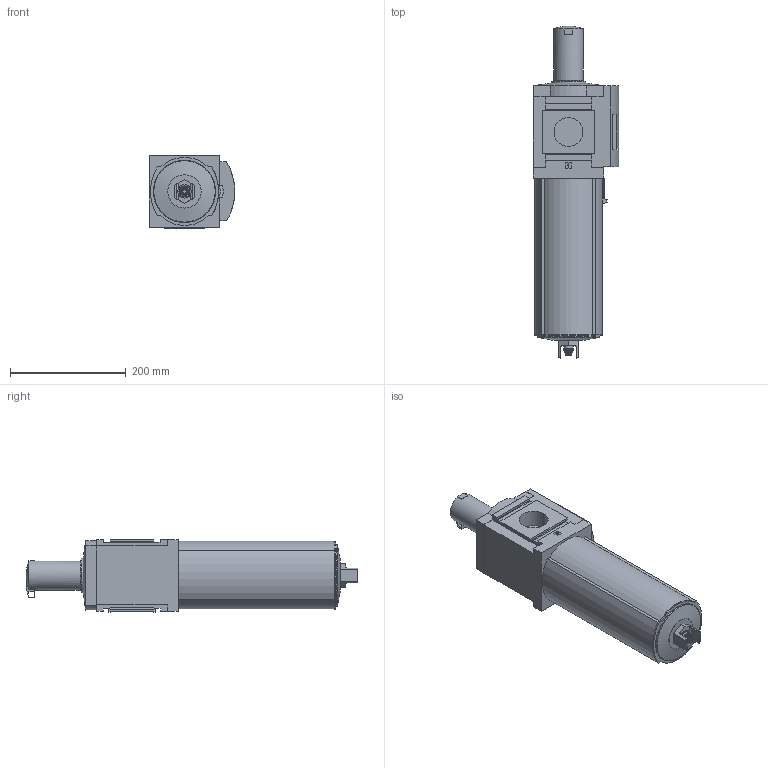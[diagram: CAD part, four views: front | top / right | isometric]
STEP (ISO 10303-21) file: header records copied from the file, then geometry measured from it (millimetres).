
FILE_DESCRIPTION(/* description */ ('STEP AP214'),/* implementation_level */ '2;1');
FILE_NAME(/* name */ '537149_MS12-LFR-G-D7-EUV-LD-AS',/* time_stamp */ '2024-09-06T21:20:31+02:00',/* author */ ('License CC BY-ND 4.0'),/* organization */ ('CADENAS'),/* preprocessor_version */ 'ST-DEVELOPER v19.3',/* originating_system */ 'PARTsolutions',/* authorisation */ ' ');
FILE_SCHEMA (('AUTOMOTIVE_DESIGN {1 0 10303 214 3 1 1}'));
Length unit declared in the file: millimetre
Products named in the file (3): 537149 MS12-LFR-G-D7-EUV-LD-AS; 535022 MS12-LFR-G-D7-E-U-V-AS-LDt; KOND MS6-1-3
Assembly tree (2 placements, depth 2):
  537149 MS12-LFR-G-D7-EUV-LD-AS
    535022 MS12-LFR-G-D7-E-U-V-AS-LDt
    KOND MS6-1-3
Bounding box: 148 x 574.5 x 126 mm (x, y, z)
Volume: 5805311.3 mm3; surface area: 273012.9 mm2
Topology: 2 solids, 2 shells, 279 faces, 712 edges, 458 vertices
Faces by surface type: plane 182, cylinder 61, torus 23, cone 10, sphere 3
Full cylindrical faces by diameter (mm): 6 x1, 11 x1, 11.4 x1, 11.6 x1, 11.8 x1, 15.8 x1, 50 x2, 51 x1, 57.7 x1, 60 x1, 108 x1
Entity records: 10192 total; most frequent: CARTESIAN_POINT 1494, DIRECTION 1383, ORIENTED_EDGE 1342, EDGE_CURVE 671, LINE 467, VECTOR 467, AXIS2_PLACEMENT_3D 458, VERTEX_POINT 453
